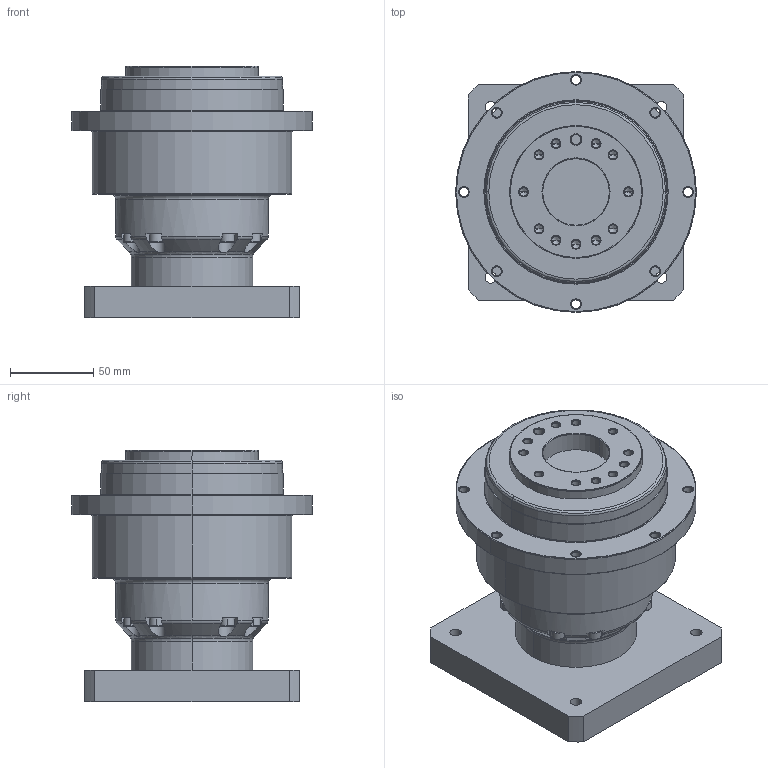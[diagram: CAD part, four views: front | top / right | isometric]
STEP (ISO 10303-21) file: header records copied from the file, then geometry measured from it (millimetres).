
FILE_DESCRIPTION((''),'2;1');
FILE_NAME('00','2022-06-14T16:20:55',('Administrator'),(''),'CREO PARAMETRIC BY PTC INC, 2019010','CREO PARAMETRIC BY PTC INC, 2019010','');
FILE_SCHEMA(('CONFIG_CONTROL_DESIGN'));
Length unit declared in the file: millimetre
Products named in the file (1): 00
Bounding box: 145 x 145 x 151.5 mm (x, y, z)
Volume: 1316276.4 mm3; surface area: 141266.7 mm2
Topology: 1 solids, 1 shells, 557 faces, 1344 edges, 817 vertices
Faces by surface type: torus 216, plane 177, cylinder 128, cone 36
Entity records: 16609 total; most frequent: DIRECTION 3150, CARTESIAN_POINT 3119, ORIENTED_EDGE 2644, AXIS2_PLACEMENT_3D 1337, EDGE_CURVE 1322, VERTEX_POINT 817, CIRCLE 780, EDGE_LOOP 631
